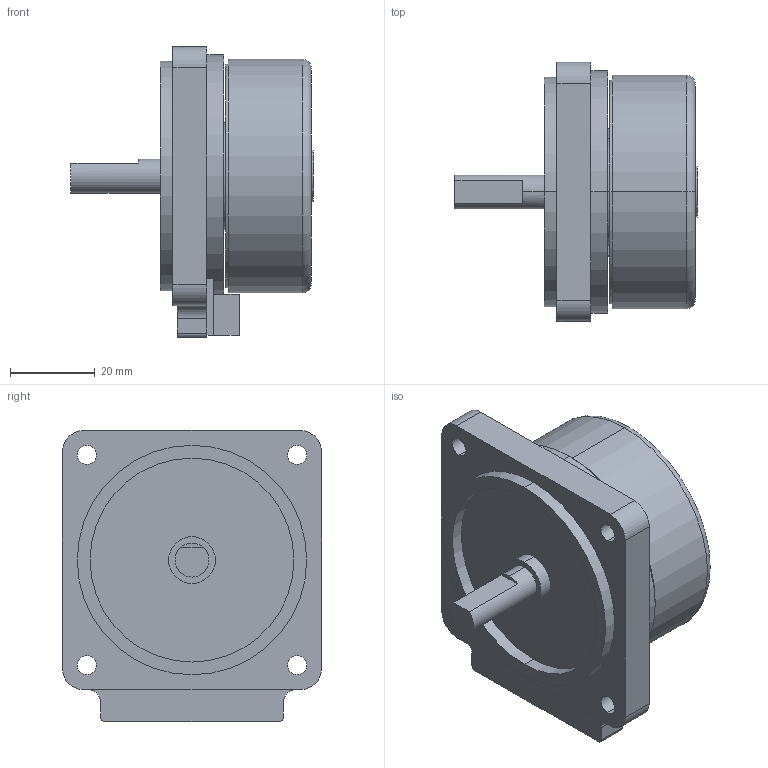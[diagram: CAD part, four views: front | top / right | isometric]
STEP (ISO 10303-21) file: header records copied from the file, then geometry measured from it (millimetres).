
FILE_DESCRIPTION(('starvars output'),'2;1');
FILE_NAME('fy6s6-d3.stp','14:50:16 2014/09/11',( 'Thomas Industrial Network Germany GmbH'),( 'Thomas Industrial Network Germany GmbH'),'unknown preprocess','ACIS' ,'unknown authorization');
FILE_SCHEMA(('AUTOMOTIVE_DESIGN_CC2 {UNKNOWN IMPLEMENTATION LEVEL}'));
Length unit declared in the file: millimetre
Products named in the file (4): PRODUCT_ID_10; PRODUCT_ID_11; PRODUCT_ID_12; PRODUCT_ID_13
Bounding box: 57 x 61 x 68.5 mm (x, y, z)
Volume: 95282.5 mm3; surface area: 23195.9 mm2
Topology: 4 solids, 4 shells, 76 faces, 178 edges, 117 vertices
Faces by surface type: plane 40, cylinder 34, torus 2
Entity records: 2947 total; most frequent: ORIENTED_EDGE 356, CARTESIAN_POINT 327, DIRECTION 319, EDGE_CURVE 178, VERTEX_POINT 117, AXIS2_PLACEMENT_3D 109, VECTOR 101, LINE 101
